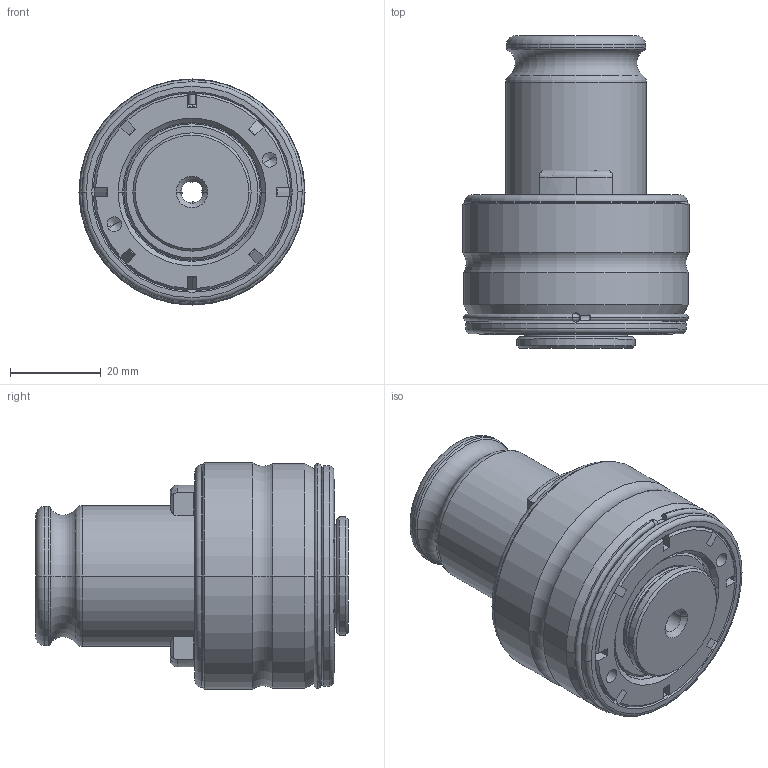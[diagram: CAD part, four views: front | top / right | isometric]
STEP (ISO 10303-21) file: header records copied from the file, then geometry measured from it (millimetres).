
FILE_DESCRIPTION((''),'2;1');
FILE_NAME('31-2_STP_663_SW0001','2017-05-23T',('041'),(''),'CREO PARAMETRIC BY PTC INC, 2016260','CREO PARAMETRIC BY PTC INC, 2016260','');
FILE_SCHEMA(('CONFIG_CONTROL_DESIGN'));
Length unit declared in the file: millimetre
Products named in the file (1): 31-2_STP_663_SW0001
Bounding box: 49.75 x 68.7 x 49.75 mm (x, y, z)
Volume: 58758.9 mm3; surface area: 27834.7 mm2
Topology: 3 solids, 3 shells, 244 faces, 646 edges, 390 vertices
Faces by surface type: cone 71, plane 65, cylinder 64, torus 36, sphere 8
Entity records: 7930 total; most frequent: CARTESIAN_POINT 1899, DIRECTION 1290, ORIENTED_EDGE 1260, EDGE_CURVE 630, AXIS2_PLACEMENT_3D 517, VERTEX_POINT 388, CIRCLE 274, EDGE_LOOP 262
